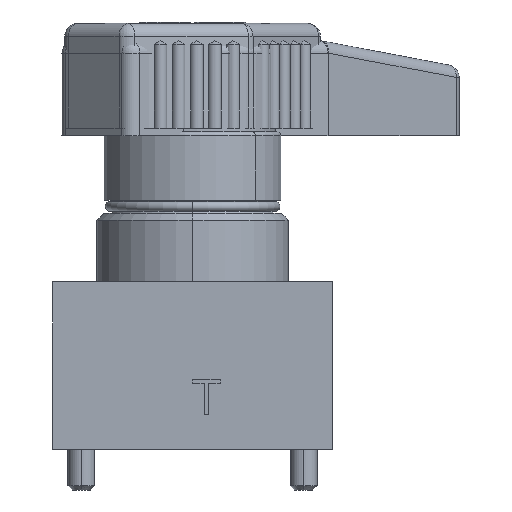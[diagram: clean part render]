
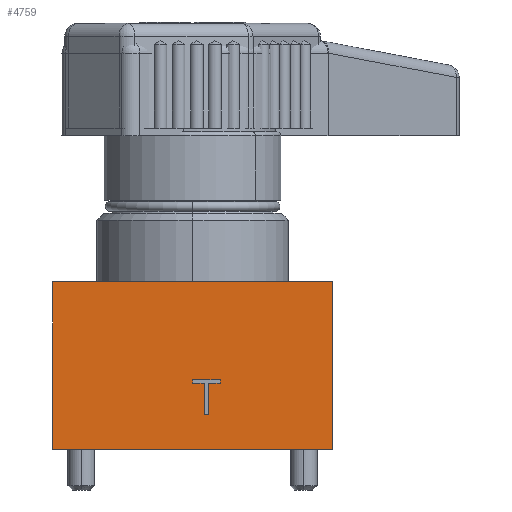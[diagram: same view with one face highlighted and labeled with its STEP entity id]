
A CAD part, front view. The second image highlights one B-rep face of the part: STEP entity #4759.
In plain terms, the highlighted planar face has unit normal (0, -1, 0).
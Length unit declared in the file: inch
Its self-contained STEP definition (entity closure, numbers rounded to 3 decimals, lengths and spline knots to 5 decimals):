
#285=DIRECTION('',(0.,0.,1.));
#286=VECTOR('',#285,1.2);
#287=CARTESIAN_POINT('',(0.,0.,0.));
#288=LINE('',#287,#286);
#349=DIRECTION('',(1.,0.,0.));
#350=VECTOR('',#349,2.);
#351=CARTESIAN_POINT('',(-2.,0.,0.));
#352=LINE('',#351,#350);
#437=DIRECTION('',(0.,0.,-1.));
#438=VECTOR('',#437,1.2);
#439=CARTESIAN_POINT('',(-2.,0.,1.2));
#440=LINE('',#439,#438);
#664=DIRECTION('',(1.,0.,0.));
#665=VECTOR('',#664,2.);
#666=CARTESIAN_POINT('',(-2.,0.,1.2));
#667=LINE('',#666,#665);
#1312=DIRECTION('',(-1.,0.,0.));
#1313=VECTOR('',#1312,0.19792);
#1314=CARTESIAN_POINT('',(-0.80208,0.,0.5));
#1315=LINE('',#1314,#1313);
#1316=DIRECTION('',(0.,0.,-1.));
#1317=VECTOR('',#1316,0.0266);
#1318=CARTESIAN_POINT('',(-1.,0.,0.5));
#1319=LINE('',#1318,#1317);
#1320=DIRECTION('',(1.,0.,0.));
#1321=VECTOR('',#1320,0.08333);
#1322=CARTESIAN_POINT('',(-1.,0.,0.4734));
#1323=LINE('',#1322,#1321);
#1324=DIRECTION('',(0.,0.,-1.));
#1325=VECTOR('',#1324,0.2234);
#1326=CARTESIAN_POINT('',(-0.91667,0.,0.4734));
#1327=LINE('',#1326,#1325);
#1328=DIRECTION('',(1.,0.,0.));
#1329=VECTOR('',#1328,0.03125);
#1330=CARTESIAN_POINT('',(-0.91667,0.,0.25));
#1331=LINE('',#1330,#1329);
#1332=DIRECTION('',(0.,0.,1.));
#1333=VECTOR('',#1332,0.2234);
#1334=CARTESIAN_POINT('',(-0.88542,0.,0.25));
#1335=LINE('',#1334,#1333);
#1336=DIRECTION('',(1.,0.,0.));
#1337=VECTOR('',#1336,0.08333);
#1338=CARTESIAN_POINT('',(-0.88542,0.,0.4734));
#1339=LINE('',#1338,#1337);
#1340=DIRECTION('',(0.,0.,1.));
#1341=VECTOR('',#1340,0.0266);
#1342=CARTESIAN_POINT('',(-0.80208,0.,0.4734));
#1343=LINE('',#1342,#1341);
#2484=CARTESIAN_POINT('',(0.,0.,0.));
#2486=VERTEX_POINT('',#2484);
#2490=CARTESIAN_POINT('',(-2.,0.,0.));
#2491=VERTEX_POINT('',#2490);
#2580=CARTESIAN_POINT('',(-2.,0.,1.2));
#2581=CARTESIAN_POINT('',(0.,0.,1.2));
#2582=VERTEX_POINT('',#2580);
#2583=VERTEX_POINT('',#2581);
#3212=CARTESIAN_POINT('',(-0.80208,0.,0.5));
#3213=CARTESIAN_POINT('',(-1.,0.,0.5));
#3214=VERTEX_POINT('',#3212);
#3215=VERTEX_POINT('',#3213);
#3216=CARTESIAN_POINT('',(-1.,0.,0.4734));
#3217=VERTEX_POINT('',#3216);
#3218=CARTESIAN_POINT('',(-0.91667,0.,0.4734));
#3219=VERTEX_POINT('',#3218);
#3220=CARTESIAN_POINT('',(-0.91667,0.,0.25));
#3221=VERTEX_POINT('',#3220);
#3222=CARTESIAN_POINT('',(-0.88542,0.,0.25));
#3223=VERTEX_POINT('',#3222);
#3224=CARTESIAN_POINT('',(-0.88542,0.,0.4734));
#3225=VERTEX_POINT('',#3224);
#3226=CARTESIAN_POINT('',(-0.80208,0.,0.4734));
#3227=VERTEX_POINT('',#3226);
#4730=CARTESIAN_POINT('',(-2.,0.,0.));
#4731=DIRECTION('',(0.,-1.,0.));
#4732=DIRECTION('',(1.,0.,0.));
#4733=AXIS2_PLACEMENT_3D('',#4730,#4731,#4732);
#4734=PLANE('',#4733);
#4735=ORIENTED_EDGE('',*,*,#3515,.F.);
#4736=ORIENTED_EDGE('',*,*,#3629,.T.);
#4737=ORIENTED_EDGE('',*,*,#3404,.F.);
#4738=ORIENTED_EDGE('',*,*,#3454,.F.);
#4739=EDGE_LOOP('',(#4735,#4736,#4737,#4738));
#4740=FACE_OUTER_BOUND('',#4739,.F.);
#4742=ORIENTED_EDGE('',*,*,#4741,.T.);
#4744=ORIENTED_EDGE('',*,*,#4743,.T.);
#4746=ORIENTED_EDGE('',*,*,#4745,.T.);
#4748=ORIENTED_EDGE('',*,*,#4747,.T.);
#4750=ORIENTED_EDGE('',*,*,#4749,.T.);
#4752=ORIENTED_EDGE('',*,*,#4751,.T.);
#4754=ORIENTED_EDGE('',*,*,#4753,.T.);
#4756=ORIENTED_EDGE('',*,*,#4755,.T.);
#4757=EDGE_LOOP('',(#4742,#4744,#4746,#4748,#4750,#4752,#4754,#4756));
#4758=FACE_BOUND('',#4757,.F.);
#3404=EDGE_CURVE('',#2486,#2583,#288,.T.);
#3454=EDGE_CURVE('',#2491,#2486,#352,.T.);
#3515=EDGE_CURVE('',#2582,#2491,#440,.T.);
#3629=EDGE_CURVE('',#2582,#2583,#667,.T.);
#4741=EDGE_CURVE('',#3214,#3215,#1315,.T.);
#4743=EDGE_CURVE('',#3215,#3217,#1319,.T.);
#4745=EDGE_CURVE('',#3217,#3219,#1323,.T.);
#4747=EDGE_CURVE('',#3219,#3221,#1327,.T.);
#4749=EDGE_CURVE('',#3221,#3223,#1331,.T.);
#4751=EDGE_CURVE('',#3223,#3225,#1335,.T.);
#4753=EDGE_CURVE('',#3225,#3227,#1339,.T.);
#4755=EDGE_CURVE('',#3227,#3214,#1343,.T.);
#4759=ADVANCED_FACE('',(#4740,#4758),#4734,.T.);
